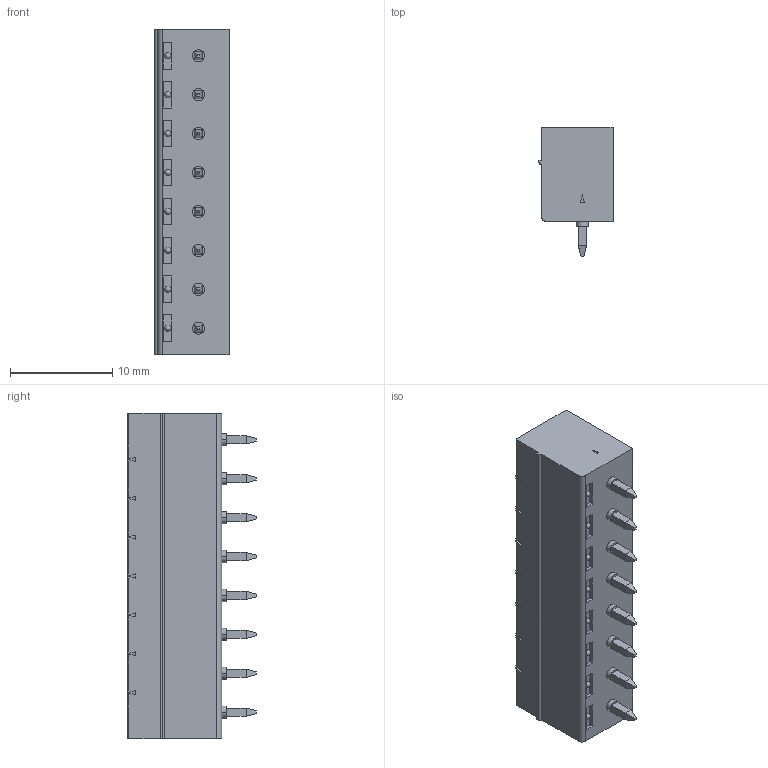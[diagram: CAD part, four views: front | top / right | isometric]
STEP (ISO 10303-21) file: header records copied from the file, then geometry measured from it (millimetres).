
FILE_DESCRIPTION(('STEP AP242'),'1');
FILE_NAME('1803484.stp','2021-01-25T18:45:21',('TraceParts'),('TraceParts S.A.'),'Spatial InterOp 3D',' ',' ');
FILE_SCHEMA(('AP242_MANAGED_MODEL_BASED_3D_ENGINEERING_MIM_LF {1 0 10303 442 1 1 4}'));
Length unit declared in the file: millimetre
Products named in the file (1): 1803484
Bounding box: 7.25 x 12.6 x 31.87 mm (x, y, z)
Volume: 1195.6 mm3; surface area: 2644 mm2
Topology: 1 solids, 1 shells, 567 faces, 1421 edges, 908 vertices
Faces by surface type: plane 446, cylinder 97, cone 16, sphere 8
Entity records: 21269 total; most frequent: CARTESIAN_POINT 3073, ORIENTED_EDGE 2810, DIRECTION 2751, EDGE_CURVE 1405, LINE 1163, VECTOR 1163, VERTEX_POINT 908, AXIS2_PLACEMENT_3D 794
